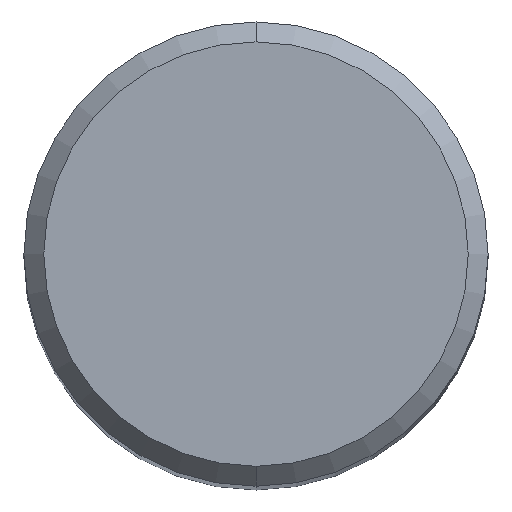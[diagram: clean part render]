
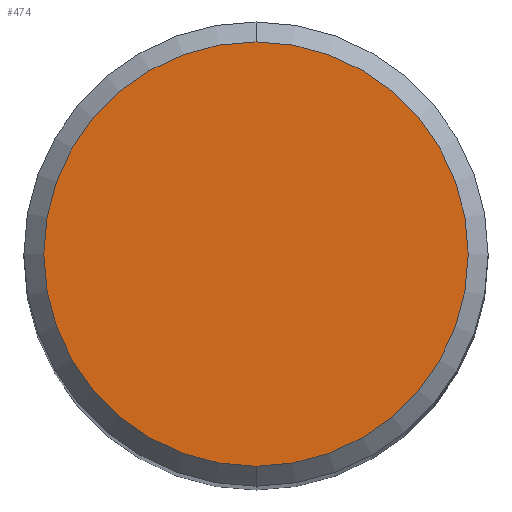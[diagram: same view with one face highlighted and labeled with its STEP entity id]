
A CAD part, top view. The second image highlights one B-rep face of the part: STEP entity #474.
In plain terms, the highlighted planar face has unit normal (0, 0, 1).
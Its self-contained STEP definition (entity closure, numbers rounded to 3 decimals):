
#418=VERTEX_POINT('',#991);
#460=EDGE_CURVE('',#760,#418,#1035,.T.);
#474=ADVANCED_FACE('',(#1051),#1052,.T.);
#760=VERTEX_POINT('',#1364);
#844=EDGE_CURVE('',#418,#760,#1459,.T.);
#991=CARTESIAN_POINT('',(0.0,6.4,0.0));
#1035=CIRCLE('',#3410,6.4);
#1051=FACE_OUTER_BOUND('',#3446,.T.);
#1052=PLANE('',#3447);
#1364=CARTESIAN_POINT('',(0.,-6.4,0.0));
#1459=CIRCLE('',#6141,6.4);
#3410=AXIS2_PLACEMENT_3D('',#6299,#6300,#6301);
#3446=EDGE_LOOP('',(#6322,#6323));
#3447=AXIS2_PLACEMENT_3D('',#6324,#6325,#6326);
#6141=AXIS2_PLACEMENT_3D('',#6750,#6751,#6752);
#6299=CARTESIAN_POINT('',(0.0,0.0,0.0));
#6300=DIRECTION('',(0.0,0.0,-1.0));
#6301=DIRECTION('',(0.0,1.0,0.0));
#6322=ORIENTED_EDGE('',*,*,#844,.F.);
#6323=ORIENTED_EDGE('',*,*,#460,.F.);
#6324=CARTESIAN_POINT('',(0.0,3.2,0.0));
#6325=DIRECTION('',(-0.0,0.0,1.0));
#6326=DIRECTION('',(0.0,-1.0,0.0));
#6750=CARTESIAN_POINT('',(0.0,0.0,0.0));
#6751=DIRECTION('',(0.0,0.0,-1.0));
#6752=DIRECTION('',(0.0,1.0,0.0));
